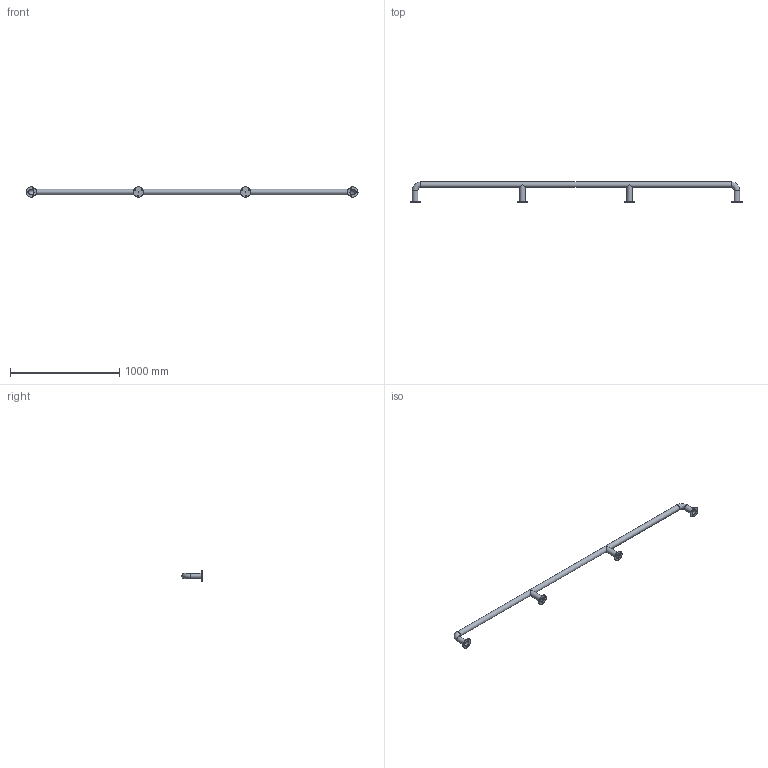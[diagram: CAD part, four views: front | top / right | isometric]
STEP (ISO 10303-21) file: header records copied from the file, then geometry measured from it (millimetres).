
FILE_DESCRIPTION(('STEP AP214'), '1');
FILE_NAME('3-50', '', ('UNSPECIFIED'), ('UNSPECIFIED'), 'ASCON STEP Converter 1.3', 'ASCON Math Kernel', '');
FILE_SCHEMA(('AUTOMOTIVE_DESIGN { 1 0 10303 214 3 1 1}'));
Length unit declared in the file: millimetre
Assembly tree (9 placements, depth 3):
  (unnamed)
    (unnamed)
    (unnamed)  x2
    (unnamed)  x2
      (unnamed)
      (unnamed)
      (unnamed)
      (unnamed)
Bounding box: 3044.2 x 185.4 x 95 mm (x, y, z)
Volume: 689385.8 mm3; surface area: 1163317.2 mm2
Topology: 11 solids, 11 shells, 72 faces, 136 edges, 86 vertices
Faces by surface type: cylinder 38, plane 20, torus 8, cone 6
Full cylindrical faces by diameter (mm): 6 x6, 10 x12, 39 x2, 47.8 x2, 48.8 x3, 50.8 x5, 51.8 x2, 95 x4
Entity records: 2130 total; most frequent: CARTESIAN_POINT 446, DIRECTION 210, AXIS2_PLACEMENT_3D 105, ORIENTED_EDGE 98, EDGE_LOOP 94, FACE_OUTER_BOUND 59, COLOUR_RGB 52, PRESENTATION_STYLE_ASSIGNMENT 52
